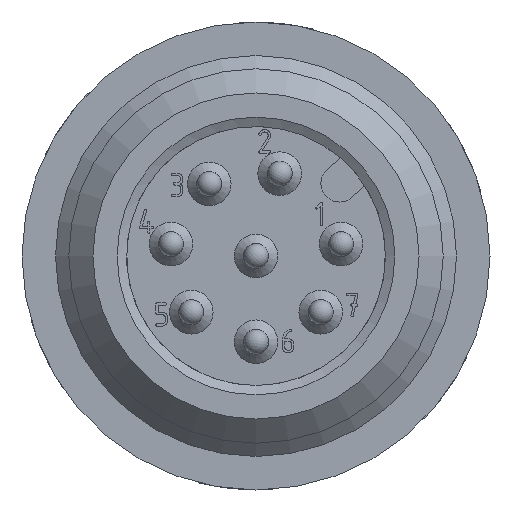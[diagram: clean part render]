
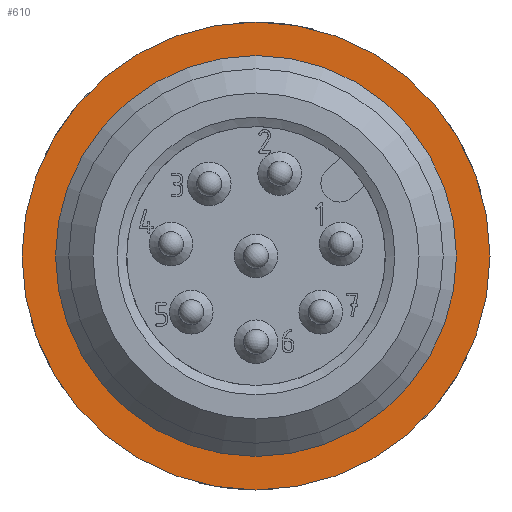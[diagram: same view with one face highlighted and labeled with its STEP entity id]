
A CAD part, front view. The second image highlights one B-rep face of the part: STEP entity #610.
In plain terms, the highlighted planar face has unit normal (0, -1, 0).
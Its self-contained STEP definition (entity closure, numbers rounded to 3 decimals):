
#111=PLANE('',#2825);
#182=FACE_BOUND('',#969,.T.);
#183=FACE_BOUND('',#970,.T.);
#610=ADVANCED_FACE('',(#182,#183),#111,.F.);
#969=EDGE_LOOP('',(#1496));
#970=EDGE_LOOP('',(#1497));
#1227=CIRCLE('',#2821,7.5);
#1229=CIRCLE('',#2824,6.425);
#1496=ORIENTED_EDGE('',*,*,#2363,.T.);
#1497=ORIENTED_EDGE('',*,*,#2365,.T.);
#2084=VERTEX_POINT('',#4345);
#2086=VERTEX_POINT('',#4350);
#2363=EDGE_CURVE('',#2084,#2084,#1227,.T.);
#2365=EDGE_CURVE('',#2086,#2086,#1229,.T.);
#2821=AXIS2_PLACEMENT_3D('',#4344,#3180,#3181);
#2824=AXIS2_PLACEMENT_3D('',#4349,#3186,#3187);
#2825=AXIS2_PLACEMENT_3D('',#4351,#3188,#3189);
#3180=DIRECTION('',(0.,-1.,0.));
#3181=DIRECTION('',(0.,0.,1.));
#3186=DIRECTION('',(0.,1.,0.));
#3187=DIRECTION('',(0.,0.,1.));
#3188=DIRECTION('',(0.,1.,0.));
#3189=DIRECTION('',(0.,0.,1.));
#4344=CARTESIAN_POINT('',(0.,12.,0.));
#4345=CARTESIAN_POINT('',(0.,12.,7.5));
#4349=CARTESIAN_POINT('',(0.,12.,0.));
#4350=CARTESIAN_POINT('',(0.,12.,6.425));
#4351=CARTESIAN_POINT('',(0.,12.,0.));
